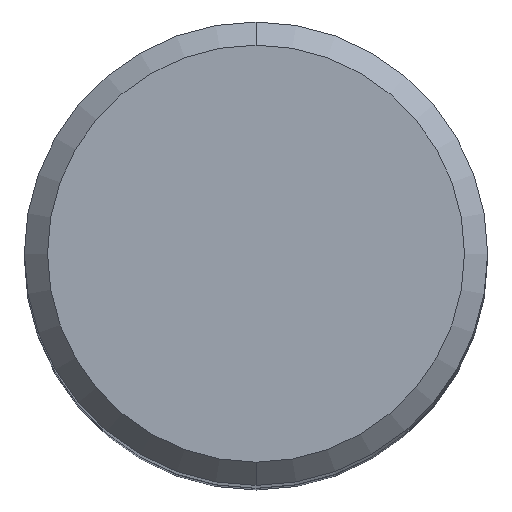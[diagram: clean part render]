
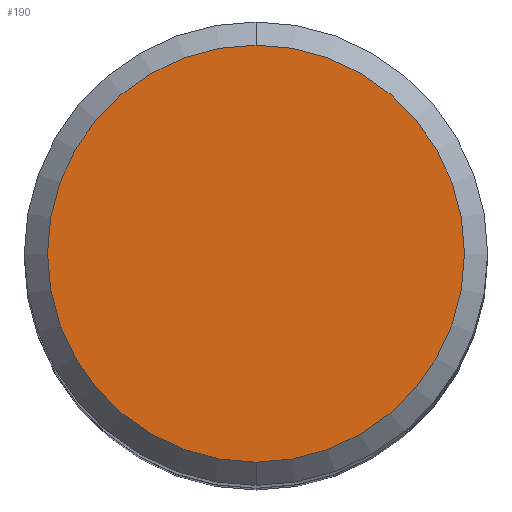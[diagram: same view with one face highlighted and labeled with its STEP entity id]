
A CAD part, top view. The second image highlights one B-rep face of the part: STEP entity #190.
In plain terms, the highlighted planar face has unit normal (0, 0, 1).
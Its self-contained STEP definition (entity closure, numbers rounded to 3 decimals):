
#182=VERTEX_POINT('',#363);
#190=ADVANCED_FACE('',(#374),#375,.T.);
#218=VERTEX_POINT('',#408);
#220=EDGE_CURVE('',#182,#218,#410,.T.);
#236=EDGE_CURVE('',#218,#182,#426,.T.);
#363=CARTESIAN_POINT('',(0.,-7.2,0.01));
#374=FACE_OUTER_BOUND('',#588,.T.);
#375=PLANE('',#589);
#408=CARTESIAN_POINT('',(0.0,7.2,0.01));
#410=CIRCLE('',#631,7.2);
#426=CIRCLE('',#651,7.2);
#588=EDGE_LOOP('',(#796,#797));
#589=AXIS2_PLACEMENT_3D('',#798,#799,#800);
#631=AXIS2_PLACEMENT_3D('',#851,#852,#853);
#651=AXIS2_PLACEMENT_3D('',#862,#863,#864);
#796=ORIENTED_EDGE('',*,*,#236,.F.);
#797=ORIENTED_EDGE('',*,*,#220,.F.);
#798=CARTESIAN_POINT('',(0.0,3.6,0.01));
#799=DIRECTION('',(-0.0,0.0,1.0));
#800=DIRECTION('',(0.0,-1.0,0.0));
#851=CARTESIAN_POINT('',(0.0,0.0,0.01));
#852=DIRECTION('',(0.0,0.0,-1.0));
#853=DIRECTION('',(0.0,1.0,0.0));
#862=CARTESIAN_POINT('',(0.0,0.0,0.01));
#863=DIRECTION('',(0.0,0.0,-1.0));
#864=DIRECTION('',(0.0,1.0,0.0));
